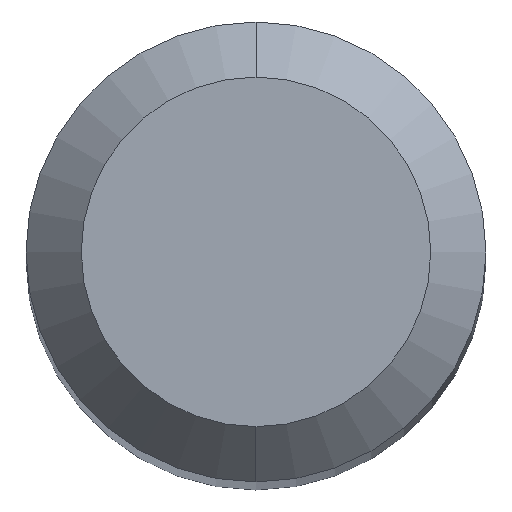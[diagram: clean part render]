
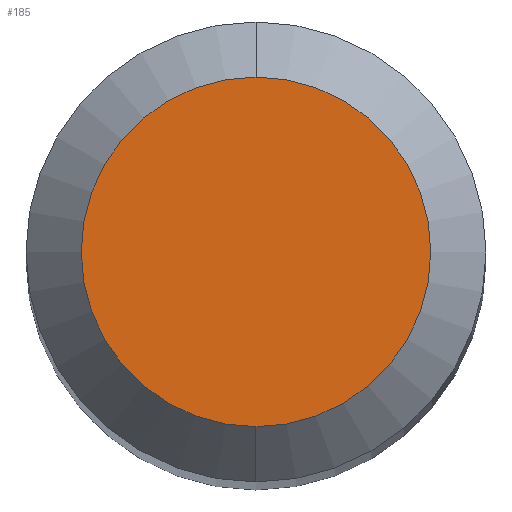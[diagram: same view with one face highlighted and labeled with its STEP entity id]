
A CAD part, top view. The second image highlights one B-rep face of the part: STEP entity #185.
In plain terms, the highlighted planar face has unit normal (0, 0, 1).
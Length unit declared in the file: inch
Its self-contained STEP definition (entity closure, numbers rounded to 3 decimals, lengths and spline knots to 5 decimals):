
#28 = EDGE_CURVE ( 'NONE', #83, #463, #338, .T. ) ;
#38 = CARTESIAN_POINT ( 'NONE',  ( 0., 0., 0. ) ) ;
#83 = VERTEX_POINT ( 'NONE', #173 ) ;
#88 = DIRECTION ( 'NONE',  ( 0., 0., -1. ) ) ;
#89 = DIRECTION ( 'NONE',  ( 0., 0., 1. ) ) ;
#119 = CARTESIAN_POINT ( 'NONE',  ( 0., 0.0475, 0. ) ) ;
#140 = EDGE_LOOP ( 'NONE', ( #161, #436 ) ) ;
#161 = ORIENTED_EDGE ( 'NONE', *, *, #470, .T. ) ;
#173 = CARTESIAN_POINT ( 'NONE',  ( 0., -0.0475, 0. ) ) ;
#185 = ADVANCED_FACE ( 'NONE', ( #439 ), #443, .F. ) ;
#201 = CIRCLE ( 'NONE', #331, 0.0475 ) ;
#208 = DIRECTION ( 'NONE',  ( 0., 1., 0. ) ) ;
#237 = AXIS2_PLACEMENT_3D ( 'NONE', #249, #88, #208 ) ;
#249 = CARTESIAN_POINT ( 'NONE',  ( 0., 0.0475, 0. ) ) ;
#273 = DIRECTION ( 'NONE',  ( 0., -1., 0. ) ) ;
#281 = DIRECTION ( 'NONE',  ( 0., 0., 1. ) ) ;
#295 = AXIS2_PLACEMENT_3D ( 'NONE', #512, #281, #325 ) ;
#325 = DIRECTION ( 'NONE',  ( 0., -1., 0. ) ) ;
#331 = AXIS2_PLACEMENT_3D ( 'NONE', #38, #89, #273 ) ;
#338 = CIRCLE ( 'NONE', #295, 0.0475 ) ;
#436 = ORIENTED_EDGE ( 'NONE', *, *, #28, .T. ) ;
#439 = FACE_OUTER_BOUND ( 'NONE', #140, .T. ) ;
#443 = PLANE ( 'NONE',  #237 ) ;
#463 = VERTEX_POINT ( 'NONE', #119 ) ;
#470 = EDGE_CURVE ( 'NONE', #463, #83, #201, .T. ) ;
#512 = CARTESIAN_POINT ( 'NONE',  ( 0., 0., 0. ) ) ;
